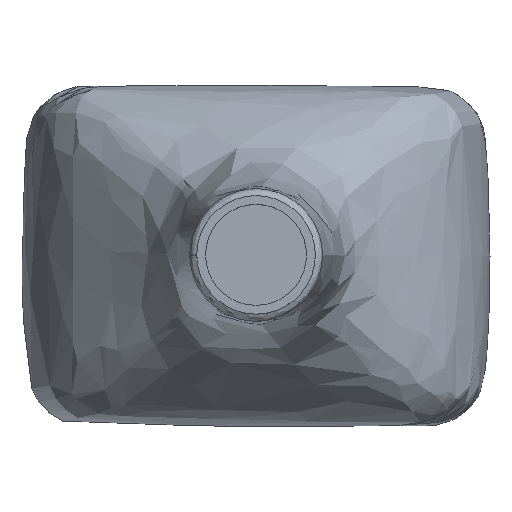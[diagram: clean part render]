
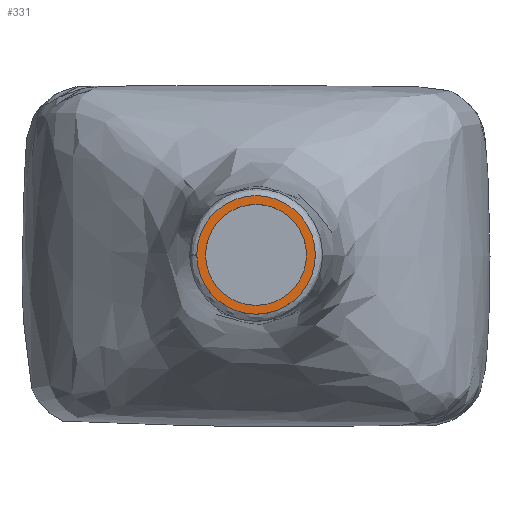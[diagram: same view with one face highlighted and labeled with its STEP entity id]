
A CAD part, top view. The second image highlights one B-rep face of the part: STEP entity #331.
In plain terms, the highlighted planar face has unit normal (0, 0, 1).
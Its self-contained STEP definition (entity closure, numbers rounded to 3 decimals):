
#20=FACE_BOUND('',#53,.T.);
#23=PLANE('',#361);
#39=FACE_OUTER_BOUND('',#52,.T.);
#52=EDGE_LOOP('',(#272));
#53=EDGE_LOOP('',(#273));
#62=CIRCLE('',#356,11.5);
#63=CIRCLE('',#360,13.5);
#116=VERTEX_POINT('',#922);
#136=VERTEX_POINT('',#6358);
#165=EDGE_CURVE('',#116,#116,#62,.T.);
#187=EDGE_CURVE('',#136,#136,#63,.T.);
#272=ORIENTED_EDGE('',*,*,#187,.T.);
#273=ORIENTED_EDGE('',*,*,#165,.T.);
#331=ADVANCED_FACE('',(#39,#20),#23,.T.);
#356=AXIS2_PLACEMENT_3D('',#924,#382,#383);
#360=AXIS2_PLACEMENT_3D('',#6359,#390,#391);
#361=AXIS2_PLACEMENT_3D('',#6361,#393,#394);
#382=DIRECTION('center_axis',(0.,0.,-1.));
#383=DIRECTION('ref_axis',(-1.,0.,0.));
#390=DIRECTION('center_axis',(0.,0.,1.));
#391=DIRECTION('ref_axis',(-1.,0.,0.));
#393=DIRECTION('center_axis',(0.,0.,1.));
#394=DIRECTION('ref_axis',(-1.,0.,0.));
#922=CARTESIAN_POINT('',(11.5,0.,253.));
#924=CARTESIAN_POINT('Origin',(0.,0.,253.));
#6358=CARTESIAN_POINT('',(13.5,0.,253.));
#6359=CARTESIAN_POINT('Origin',(0.,0.,253.));
#6361=CARTESIAN_POINT('Origin',(0.,0.,253.));
